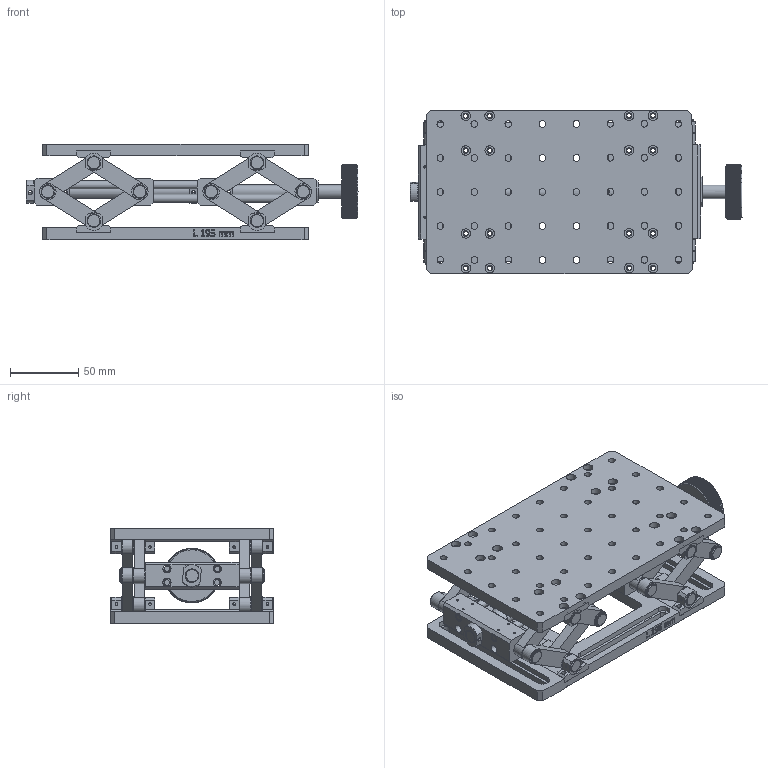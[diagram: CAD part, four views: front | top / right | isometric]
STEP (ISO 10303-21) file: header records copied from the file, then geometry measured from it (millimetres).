
FILE_DESCRIPTION(/* description */ (''),/* implementation_level */ '2;1');
FILE_NAME(/* name */ '02RPZ_195x120.stp',/* time_stamp */ '2021-11-29T16:44:43+03:00',/* author */ ('atupikov'),/* organization */ (''),/* preprocessor_version */ 'ST-DEVELOPER v17.2',/* originating_system */ 'Autodesk Inventor 2019',/* authorisation */ '');
FILE_SCHEMA (('AUTOMOTIVE_DESIGN { 1 0 10303 214 3 1 1 }'));
Products named in the file (2): Платформа 195х120 без 
подшипников; Платформа 195х120 без 
подшипников_Substitute_1
Assembly tree (1 placements, depth 2):
  Платформа 195х120 без 
подшипников
    Платформа 195х120 без 
подшипников_Substitute_1
Bounding box: 244.03 x 120.19 x 70.43 mm (x, y, z)
Volume: 547796.2 mm3; surface area: 259611.6 mm2
Topology: 97 solids, 97 shells, 3843 faces, 10922 edges, 7330 vertices
Faces by surface type: plane 2324, cylinder 894, bspline 565, cone 60
Full cylindrical faces by diameter (mm): 1.567 x16, 1.6 x26, 2 x48, 2.2 x2, 3 x12, 3.2 x9, 3.242 x32, 4 x49, 4.02 x16, 4.9 x40, 5 x44, 6 x20, 7 x33, 8 x32, 8.4 x1, 10 x69, 10.5 x1, 12 x32
Entity records: 135785 total; most frequent: CARTESIAN_POINT 34874, ORIENTED_EDGE 21812, DIRECTION 17640, EDGE_CURVE 10906, VERTEX_POINT 7330, LINE 6482, VECTOR 6482, AXIS2_PLACEMENT_3D 5579
